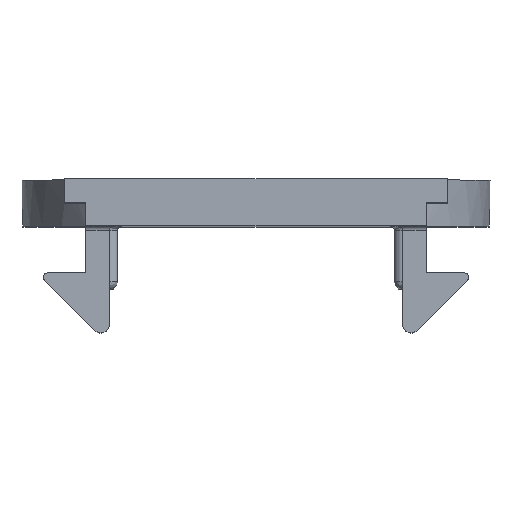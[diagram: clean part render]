
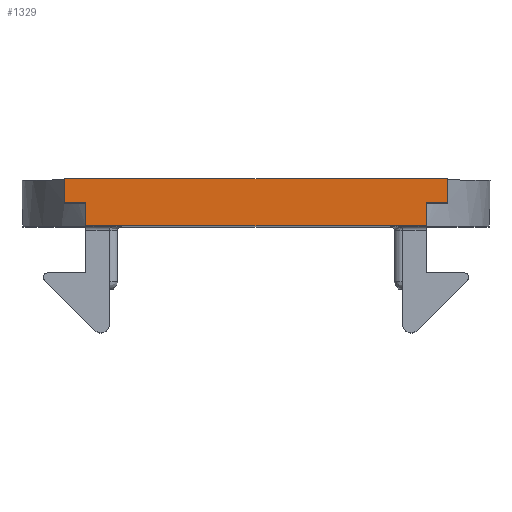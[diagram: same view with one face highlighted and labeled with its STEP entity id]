
A CAD part, top view. The second image highlights one B-rep face of the part: STEP entity #1329.
In plain terms, the highlighted planar face has unit normal (0, 0, 1).
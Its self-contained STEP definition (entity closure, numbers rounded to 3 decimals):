
#10 = CARTESIAN_POINT ( 'NONE',  ( 4., -1.1, 18.2 ) ) ;
#30 = VECTOR ( 'NONE', #437, 1000. ) ;
#74 = VERTEX_POINT ( 'NONE', #1809 ) ;
#75 = DIRECTION ( 'NONE',  ( 1., 0., 0. ) ) ;
#77 = CARTESIAN_POINT ( 'NONE',  ( -4.5, -0.55, 18.2 ) ) ;
#135 = DIRECTION ( 'NONE',  ( 0., 0., 1. ) ) ;
#138 = PLANE ( 'NONE',  #897 ) ;
#142 = CARTESIAN_POINT ( 'NONE',  ( -4.5, -1.1, 18.2 ) ) ;
#192 = CARTESIAN_POINT ( 'NONE',  ( 4.5, -0.55, 18.2 ) ) ;
#212 = ORIENTED_EDGE ( 'NONE', *, *, #370, .T. ) ;
#226 = DIRECTION ( 'NONE',  ( 0., -1., 0. ) ) ;
#231 = CARTESIAN_POINT ( 'NONE',  ( -4., -1.1, 18.2 ) ) ;
#248 = VERTEX_POINT ( 'NONE', #1665 ) ;
#257 = LINE ( 'NONE', #734, #578 ) ;
#259 = DIRECTION ( 'NONE',  ( 1., 0., 0. ) ) ;
#268 = CARTESIAN_POINT ( 'NONE',  ( 0., 0., 18.2 ) ) ;
#307 = CARTESIAN_POINT ( 'NONE',  ( 4., -1.1, 18.2 ) ) ;
#370 = EDGE_CURVE ( 'NONE', #746, #248, #1881, .T. ) ;
#383 = CARTESIAN_POINT ( 'NONE',  ( 4.5, 0., 18.2 ) ) ;
#434 = VERTEX_POINT ( 'NONE', #1436 ) ;
#437 = DIRECTION ( 'NONE',  ( 0., 1., 0. ) ) ;
#456 = DIRECTION ( 'NONE',  ( 1., 0., 0. ) ) ;
#457 = CARTESIAN_POINT ( 'NONE',  ( -4.5, -1.1, 18.2 ) ) ;
#459 = ORIENTED_EDGE ( 'NONE', *, *, #1248, .T. ) ;
#463 = VERTEX_POINT ( 'NONE', #1400 ) ;
#510 = ORIENTED_EDGE ( 'NONE', *, *, #1091, .T. ) ;
#578 = VECTOR ( 'NONE', #717, 1000. ) ;
#695 = VECTOR ( 'NONE', #226, 1000. ) ;
#717 = DIRECTION ( 'NONE',  ( 0., -1., 0. ) ) ;
#734 = CARTESIAN_POINT ( 'NONE',  ( 4.5, -1.1, 18.2 ) ) ;
#735 = VECTOR ( 'NONE', #75, 1000. ) ;
#738 = ORIENTED_EDGE ( 'NONE', *, *, #892, .F. ) ;
#742 = DIRECTION ( 'NONE',  ( 1., 0., 0. ) ) ;
#746 = VERTEX_POINT ( 'NONE', #1072 ) ;
#758 = LINE ( 'NONE', #77, #735 ) ;
#892 = EDGE_CURVE ( 'NONE', #1667, #1287, #257, .T. ) ;
#897 = AXIS2_PLACEMENT_3D ( 'NONE', #142, #135, #742 ) ;
#983 = VECTOR ( 'NONE', #456, 1000. ) ;
#1043 = ORIENTED_EDGE ( 'NONE', *, *, #1640, .T. ) ;
#1072 = CARTESIAN_POINT ( 'NONE',  ( -4.5, 0., 18.2 ) ) ;
#1091 = EDGE_CURVE ( 'NONE', #434, #1177, #1220, .T. ) ;
#1103 = EDGE_CURVE ( 'NONE', #1177, #463, #1848, .T. ) ;
#1177 = VERTEX_POINT ( 'NONE', #307 ) ;
#1220 = LINE ( 'NONE', #457, #983 ) ;
#1235 = EDGE_CURVE ( 'NONE', #746, #1667, #1861, .T. ) ;
#1248 = EDGE_CURVE ( 'NONE', #74, #434, #1716, .T. ) ;
#1287 = VERTEX_POINT ( 'NONE', #192 ) ;
#1307 = FACE_OUTER_BOUND ( 'NONE', #1398, .T. ) ;
#1329 = ADVANCED_FACE ( 'NONE', ( #1307 ), #138, .T. ) ;
#1340 = ORIENTED_EDGE ( 'NONE', *, *, #1380, .T. ) ;
#1380 = EDGE_CURVE ( 'NONE', #463, #1287, #758, .T. ) ;
#1398 = EDGE_LOOP ( 'NONE', ( #459, #510, #1725, #1340, #738, #1759, #212, #1043 ) ) ;
#1400 = CARTESIAN_POINT ( 'NONE',  ( 4., -0.55, 18.2 ) ) ;
#1436 = CARTESIAN_POINT ( 'NONE',  ( -4., -1.1, 18.2 ) ) ;
#1477 = CARTESIAN_POINT ( 'NONE',  ( -4.5, -1.1, 18.2 ) ) ;
#1479 = DIRECTION ( 'NONE',  ( 0., -1., 0. ) ) ;
#1555 = VECTOR ( 'NONE', #1850, 1000. ) ;
#1640 = EDGE_CURVE ( 'NONE', #248, #74, #1735, .T. ) ;
#1665 = CARTESIAN_POINT ( 'NONE',  ( -4.5, -0.55, 18.2 ) ) ;
#1667 = VERTEX_POINT ( 'NONE', #383 ) ;
#1716 = LINE ( 'NONE', #231, #695 ) ;
#1725 = ORIENTED_EDGE ( 'NONE', *, *, #1103, .T. ) ;
#1735 = LINE ( 'NONE', #1828, #1555 ) ;
#1759 = ORIENTED_EDGE ( 'NONE', *, *, #1235, .F. ) ;
#1809 = CARTESIAN_POINT ( 'NONE',  ( -4., -0.55, 18.2 ) ) ;
#1828 = CARTESIAN_POINT ( 'NONE',  ( -4.5, -0.55, 18.2 ) ) ;
#1842 = VECTOR ( 'NONE', #259, 1000. ) ;
#1848 = LINE ( 'NONE', #10, #30 ) ;
#1850 = DIRECTION ( 'NONE',  ( 1., 0., 0. ) ) ;
#1859 = VECTOR ( 'NONE', #1479, 1000. ) ;
#1861 = LINE ( 'NONE', #268, #1842 ) ;
#1881 = LINE ( 'NONE', #1477, #1859 ) ;
